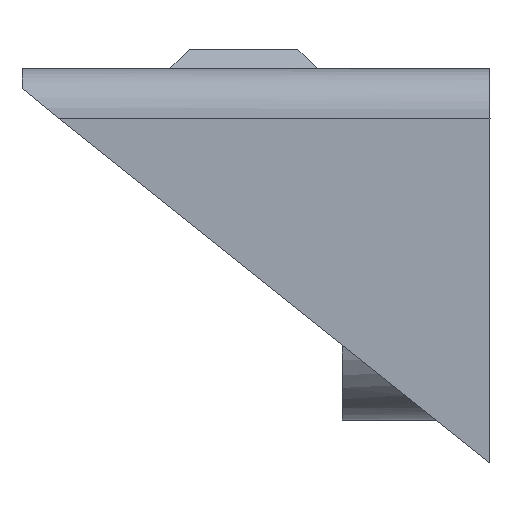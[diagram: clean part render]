
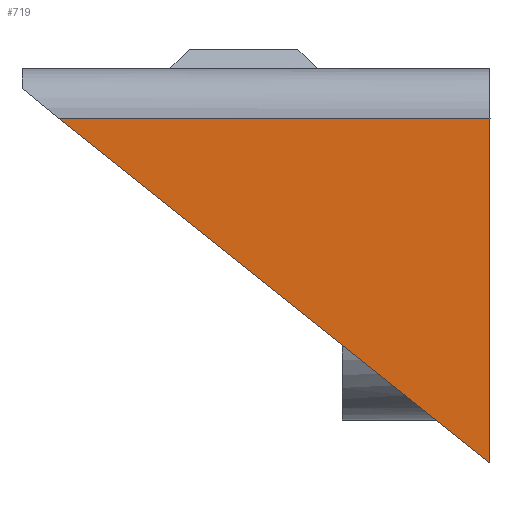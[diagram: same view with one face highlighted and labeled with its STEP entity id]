
A CAD part, left-side view. The second image highlights one B-rep face of the part: STEP entity #719.
In plain terms, the highlighted planar face has unit normal (-1, 0, 0).
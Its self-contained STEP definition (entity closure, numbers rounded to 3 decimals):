
#100=FACE_OUTER_BOUND('',#151,.T.);
#151=EDGE_LOOP('',(#585,#586,#587));
#202=LINE('',#1081,#269);
#219=LINE('',#1271,#286);
#231=LINE('',#1349,#298);
#269=VECTOR('',#879,10.);
#286=VECTOR('',#904,10.);
#298=VECTOR('',#918,10.);
#336=VERTEX_POINT('',#1078);
#337=VERTEX_POINT('',#1080);
#360=VERTEX_POINT('',#1269);
#409=EDGE_CURVE('',#337,#336,#202,.T.);
#434=EDGE_CURVE('',#336,#360,#219,.T.);
#451=EDGE_CURVE('',#360,#337,#231,.T.);
#585=ORIENTED_EDGE('',*,*,#434,.T.);
#586=ORIENTED_EDGE('',*,*,#451,.T.);
#587=ORIENTED_EDGE('',*,*,#409,.T.);
#690=PLANE('',#781);
#719=ADVANCED_FACE('',(#100),#690,.F.);
#781=AXIS2_PLACEMENT_3D('',#1362,#929,#930);
#879=DIRECTION('',(0.,0.,1.));
#904=DIRECTION('',(0.,1.,0.));
#918=DIRECTION('',(0.,-0.781,-0.625));
#929=DIRECTION('center_axis',(1.,0.,0.));
#930=DIRECTION('ref_axis',(0.,0.,-1.));
#1078=CARTESIAN_POINT('',(-204.5,12.4,-522.));
#1080=CARTESIAN_POINT('',(-204.5,12.4,-536.));
#1081=CARTESIAN_POINT('',(-204.5,12.4,-524.));
#1269=CARTESIAN_POINT('',(-204.5,29.9,-522.));
#1271=CARTESIAN_POINT('',(-204.5,26.65,-522.));
#1349=CARTESIAN_POINT('',(-204.5,17.248,-532.122));
#1362=CARTESIAN_POINT('Origin',(-204.5,21.9,-528.));
